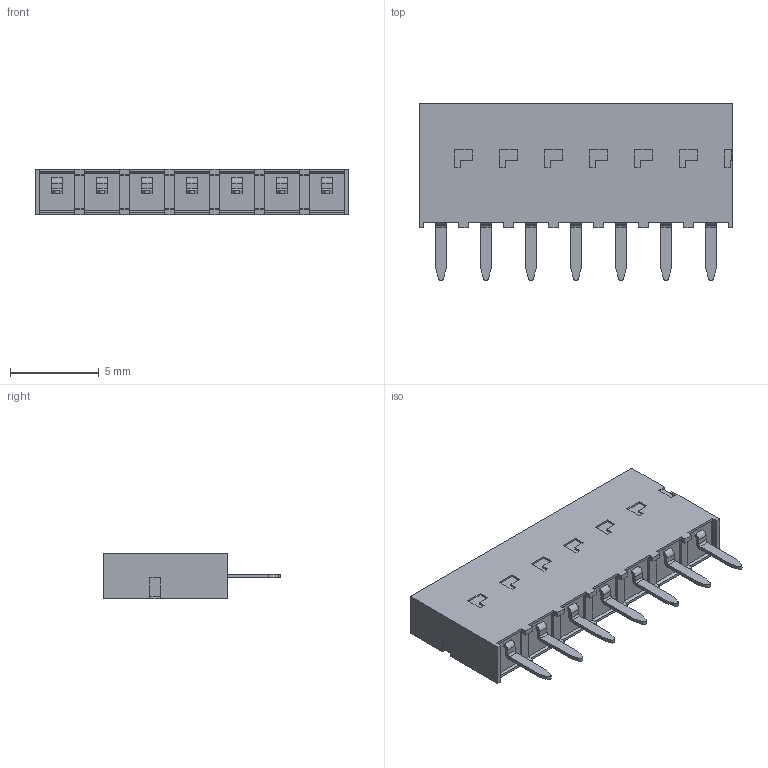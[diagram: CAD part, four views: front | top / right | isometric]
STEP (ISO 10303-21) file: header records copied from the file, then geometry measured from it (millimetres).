
FILE_DESCRIPTION((''),'2;1');
FILE_NAME('76341-Y07_SW0001','2009-09-19T',('kareems'),('FCI - ELX Division'),'PRO/ENGINEER BY PARAMETRIC TECHNOLOGY CORPORATION, 2008010','PRO/ENGINEER BY PARAMETRIC TECHNOLOGY CORPORATION, 2008010','');
FILE_SCHEMA(('CONFIG_CONTROL_DESIGN'));
Length unit declared in the file: millimetre
Products named in the file (1): 76341-Y07_SW0001
Bounding box: 17.7 x 9.96 x 2.54 mm (x, y, z)
Volume: 296.2 mm3; surface area: 427.6 mm2
Topology: 1 solids, 1 shells, 380 faces, 920 edges, 568 vertices
Faces by surface type: plane 345, cylinder 35
Entity records: 10784 total; most frequent: CARTESIAN_POINT 1868, ORIENTED_EDGE 1840, DIRECTION 1750, EDGE_CURVE 920, VECTOR 850, LINE 850, VERTEX_POINT 568, AXIS2_PLACEMENT_3D 450
